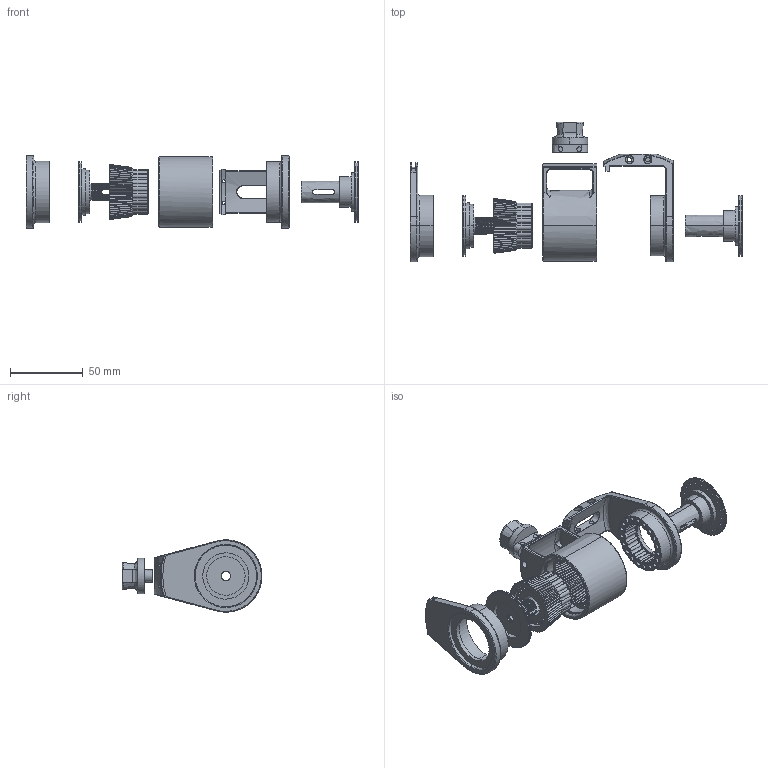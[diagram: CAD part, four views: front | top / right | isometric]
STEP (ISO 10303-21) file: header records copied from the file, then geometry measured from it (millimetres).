
FILE_DESCRIPTION(('FreeCAD Model'),'2;1');
FILE_NAME('Open CASCADE Shape Model','2025-04-29T17:37:31',('FreeCAD'),( 'FreeCAD'),'Open CASCADE STEP processor 7.6','FreeCAD','Unknown');
FILE_SCHEMA(('AUTOMOTIVE_DESIGN { 1 0 10303 214 1 1 1 1 }'));
Products named in the file (1): Open CASCADE STEP translator 7.6 1
Bounding box: 228.65 x 96.39 x 49.81 mm (x, y, z)
Volume: 90610 mm3; surface area: 64176 mm2
Topology: 7 solids, 7 shells, 1604 faces, 4314 edges, 2777 vertices
Faces by surface type: bspline 1604
Entity records: 84135 total; most frequent: CARTESIAN_POINT 60513, ORIENTED_EDGE 8520, EDGE_CURVE 4260, VERTEX_POINT 2773, B_SPLINE_CURVE_WITH_KNOTS 2313, FACE_BOUND 1835, EDGE_LOOP 1835, ADVANCED_FACE 1601
